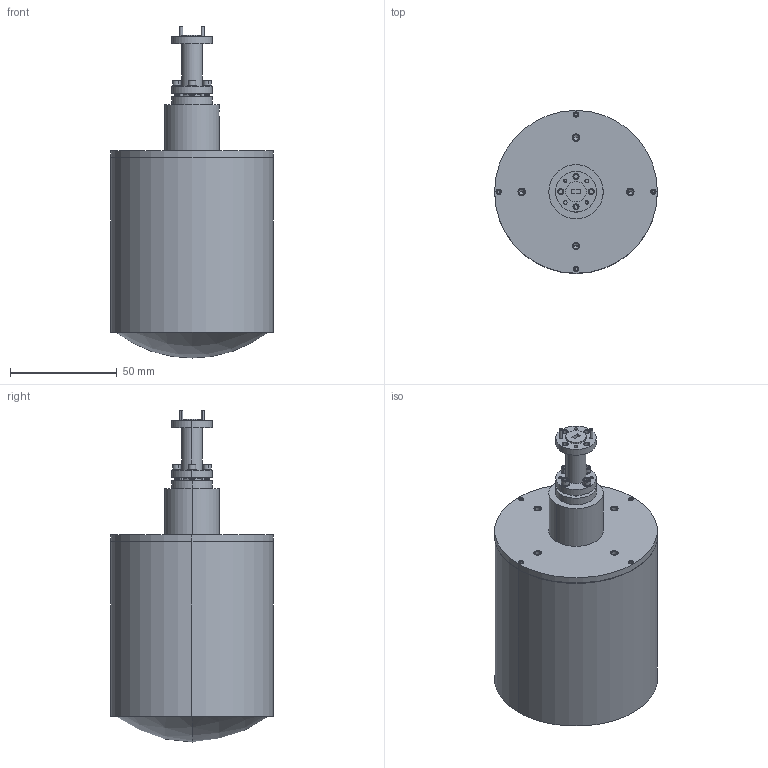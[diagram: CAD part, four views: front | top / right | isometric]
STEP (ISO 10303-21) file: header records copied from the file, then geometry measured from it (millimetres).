
FILE_DESCRIPTION (( 'STEP AP214' ), '1' );
FILE_NAME ('PEWAN1077-FMWAN1077.step', '2021-05-25T15:55:21', ( '' ), ( '' ), 'SwSTEP 2.0', 'SolidWorks 2020', '' );
FILE_SCHEMA (( 'AUTOMOTIVE_DESIGN' ));
Length unit declared in the file: inch
Products named in the file (1): PEWAN1077-FMWAN1077
Bounding box: 76.2 x 76.2 x 155.37 mm (x, y, z)
Volume: 427645.5 mm3; surface area: 35579.9 mm2
Topology: 5 solids, 11 shells, 748 faces, 1887 edges, 1209 vertices
Faces by surface type: cylinder 466, plane 134, cone 122, bspline 24, sphere 2
Entity records: 33173 total; most frequent: CARTESIAN_POINT 17135, ORIENTED_EDGE 3758, DIRECTION 2951, EDGE_CURVE 1879, VERTEX_POINT 1209, AXIS2_PLACEMENT_3D 1163, EDGE_LOOP 832, FACE_OUTER_BOUND 748
